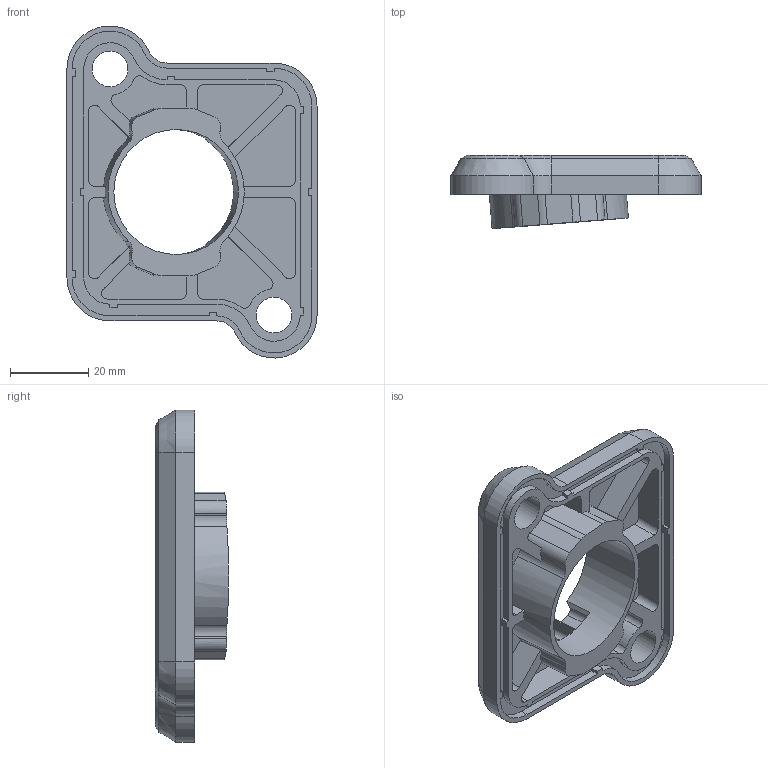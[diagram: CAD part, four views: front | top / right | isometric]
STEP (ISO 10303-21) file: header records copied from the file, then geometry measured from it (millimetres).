
FILE_DESCRIPTION(/* description */ (''),/* implementation_level */ '2;1');
FILE_NAME(/* name */ 'vw_audi_1.8t_coil_pack_adapter_angled_shelled.stp',/* time_stamp */ '2021-10-04T23:57:20-07:00',/* author */ ('Andrew'),/* organization */ (''),/* preprocessor_version */ 'ST-DEVELOPER v18.1',/* originating_system */ 'Autodesk Inventor 2021',/* authorisation */ '');
FILE_SCHEMA (('AUTOMOTIVE_DESIGN { 1 0 10303 214 3 1 1 }'));
Length unit declared in the file: millimetre
Products named in the file (1): coil_pack_adapter_plate
Bounding box: 64 x 18.71 x 84.98 mm (x, y, z)
Volume: 23696.7 mm3; surface area: 16986.2 mm2
Topology: 1 solids, 1 shells, 208 faces, 590 edges, 387 vertices
Faces by surface type: plane 123, cylinder 73, cone 12
Full cylindrical faces by diameter (mm): 9.1 x2, 32 x1
Entity records: 6835 total; most frequent: DIRECTION 1199, CARTESIAN_POINT 1186, ORIENTED_EDGE 1180, EDGE_CURVE 590, AXIS2_PLACEMENT_3D 400, LINE 399, VECTOR 399, VERTEX_POINT 387
